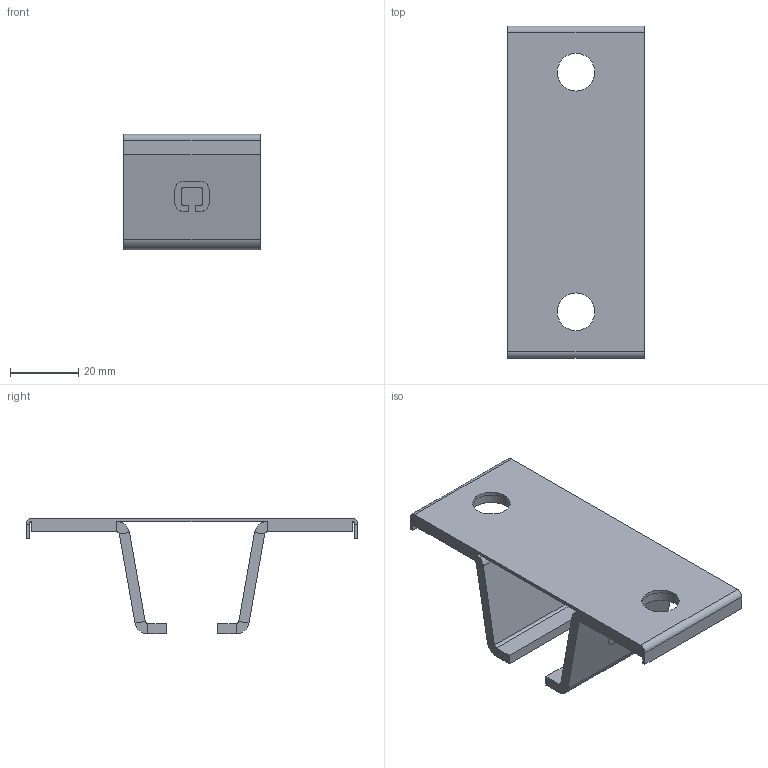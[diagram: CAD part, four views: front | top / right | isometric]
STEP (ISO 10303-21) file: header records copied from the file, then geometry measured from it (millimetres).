
FILE_DESCRIPTION(('STEP AP203'), '1');
FILE_NAME('ÐË273.RC30 Çàõâàò ñ âåðõíèì êðåïëåíèåì', '', ('UNSPECIFIED'), ('UNSPECIFIED'), 'ASCON STEP Converter 1.3', 'ASCON Math Kernel', '');
FILE_SCHEMA(('CONFIG_CONTROL_DESIGN'));
Length unit declared in the file: millimetre
Products named in the file (1): 273.RC30
Bounding box: 40 x 97 x 33.81 mm (x, y, z)
Volume: 18505.5 mm3; surface area: 16037.8 mm2
Topology: 1 solids, 1 shells, 104 faces, 254 edges, 156 vertices
Faces by surface type: plane 72, cylinder 32
Full cylindrical faces by diameter (mm): 11 x2, 12 x2
Entity records: 3861 total; most frequent: DIRECTION 524, CARTESIAN_POINT 511, ORIENTED_EDGE 500, EDGE_CURVE 250, LINE 186, VECTOR 186, AXIS2_PLACEMENT_3D 169, VERTEX_POINT 156
